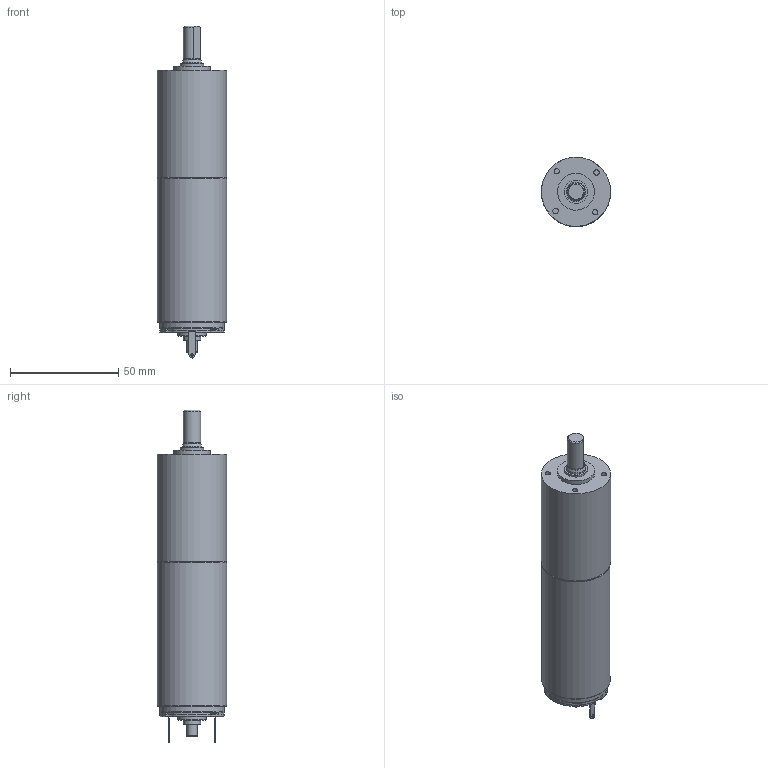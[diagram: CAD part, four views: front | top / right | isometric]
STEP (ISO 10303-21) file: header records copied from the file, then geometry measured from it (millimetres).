
FILE_DESCRIPTION(/* description */ (''),/* implementation_level */ '2;1');
FILE_NAME(/* name */ 'Faulhaber 3272G012C R.stp',/* time_stamp */ '2023-01-27T13:42:26+01:00',/* author */ ('Kamil'),/* organization */ (''),/* preprocessor_version */ 'ST-DEVELOPER v18.1',/* originating_system */ 'Autodesk Inventor 2022',/* authorisation */ '');
FILE_SCHEMA (('AUTOMOTIVE_DESIGN { 1 0 10303 214 3 1 1 }'));
Length unit declared in the file: millimetre
Products named in the file (4): Faulhaber 3272G012C R; 32-3_flange_c; 32-3_3stage; 3272G_CR
Assembly tree (3 placements, depth 2):
  Faulhaber 3272G012C R
    32-3_flange_c
    32-3_3stage
    3272G_CR
Bounding box: 32 x 32 x 153.5 mm (x, y, z)
Volume: 95984.5 mm3; surface area: 21106.5 mm2
Topology: 3 solids, 3 shells, 189 faces, 419 edges, 267 vertices
Faces by surface type: plane 85, cylinder 74, cone 23, sphere 6, torus 1
Full cylindrical faces by diameter (mm): 1.2 x2, 1.41 x2, 1.5 x3, 1.8 x4, 2 x3, 2.5 x10, 3.4 x3, 5 x2, 7.9 x1, 8 x2, 9 x1, 10.8 x1, 11.8 x1, 13 x1, 13.5 x1, 16 x2, 17 x1, 25.75 x1, 26.9 x1, 27.57 x1, 29.75 x1, 30 x3, 30.459 x1, 31 x1, 32 x2
Entity records: 5541 total; most frequent: DIRECTION 1001, CARTESIAN_POINT 970, ORIENTED_EDGE 814, EDGE_CURVE 407, AXIS2_PLACEMENT_3D 405, VERTEX_POINT 267, EDGE_LOOP 244, CIRCLE 204
